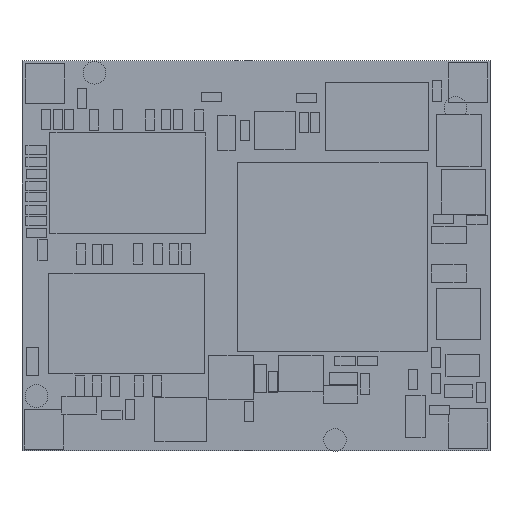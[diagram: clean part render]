
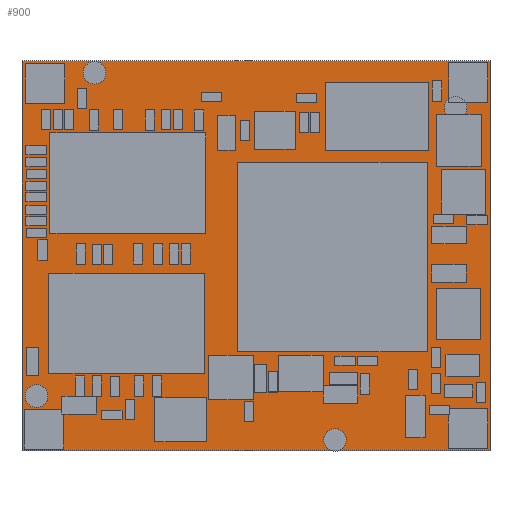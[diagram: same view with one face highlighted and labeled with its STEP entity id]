
A CAD part, top view. The second image highlights one B-rep face of the part: STEP entity #900.
In plain terms, the highlighted planar face has unit normal (0, 0, 1).
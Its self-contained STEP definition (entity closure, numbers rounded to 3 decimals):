
#900 = ADVANCED_FACE('',(#901),#935,.T.);
#901 = FACE_BOUND('',#902,.F.);
#902 = EDGE_LOOP('',(#903,#913,#921,#929));
#903 = ORIENTED_EDGE('',*,*,#904,.T.);
#904 = EDGE_CURVE('',#905,#907,#909,.T.);
#905 = VERTEX_POINT('',#906);
#906 = CARTESIAN_POINT('',(-21.001,-17.472,3.962));
#907 = VERTEX_POINT('',#908);
#908 = CARTESIAN_POINT('',(-21.001,17.529,3.962));
#909 = LINE('',#910,#911);
#910 = CARTESIAN_POINT('',(-21.001,-17.472,3.962));
#911 = VECTOR('',#912,1.);
#912 = DIRECTION('',(0.,1.,0.));
#913 = ORIENTED_EDGE('',*,*,#914,.T.);
#914 = EDGE_CURVE('',#907,#915,#917,.T.);
#915 = VERTEX_POINT('',#916);
#916 = CARTESIAN_POINT('',(21.001,17.529,3.962));
#917 = LINE('',#918,#919);
#918 = CARTESIAN_POINT('',(-21.001,17.529,3.962));
#919 = VECTOR('',#920,1.);
#920 = DIRECTION('',(1.,0.,0.));
#921 = ORIENTED_EDGE('',*,*,#922,.T.);
#922 = EDGE_CURVE('',#915,#923,#925,.T.);
#923 = VERTEX_POINT('',#924);
#924 = CARTESIAN_POINT('',(21.001,-17.472,3.962));
#925 = LINE('',#926,#927);
#926 = CARTESIAN_POINT('',(21.001,17.529,3.962));
#927 = VECTOR('',#928,1.);
#928 = DIRECTION('',(0.,-1.,0.));
#929 = ORIENTED_EDGE('',*,*,#930,.T.);
#930 = EDGE_CURVE('',#923,#905,#931,.T.);
#931 = LINE('',#932,#933);
#932 = CARTESIAN_POINT('',(21.001,-17.472,3.962));
#933 = VECTOR('',#934,1.);
#934 = DIRECTION('',(-1.,0.,0.));
#935 = PLANE('',#936);
#936 = AXIS2_PLACEMENT_3D('',#937,#938,#939);
#937 = CARTESIAN_POINT('',(-21.001,17.529,3.962));
#938 = DIRECTION('',(0.,0.,1.));
#939 = DIRECTION('',(0.,-1.,0.));
